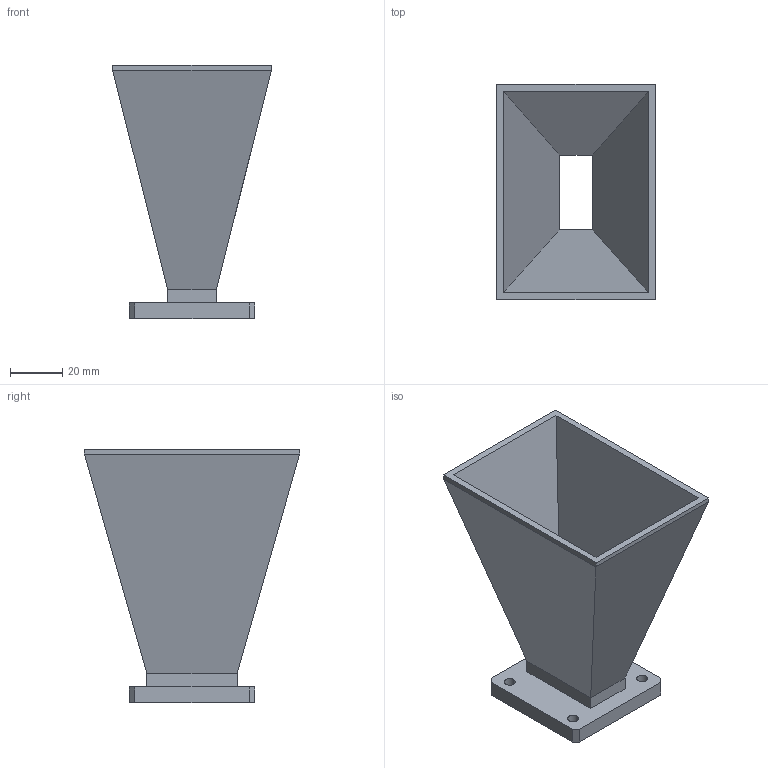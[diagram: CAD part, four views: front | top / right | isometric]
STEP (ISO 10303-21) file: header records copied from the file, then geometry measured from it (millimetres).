
FILE_DESCRIPTION (( 'STEP AP214' ), '1' );
FILE_NAME ('PEWAN112-15.step', '2021-09-15T18:25:22', ( '' ), ( '' ), 'SwSTEP 2.0', 'SolidWorks 2021', '' );
FILE_SCHEMA (( 'AUTOMOTIVE_DESIGN' ));
Length unit declared in the file: millimetre
Products named in the file (1): PEWAN112-15
Bounding box: 60.76 x 82.47 x 96.9 mm (x, y, z)
Volume: 66796.2 mm3; surface area: 39828.6 mm2
Topology: 1 solids, 1 shells, 44 faces, 122 edges, 82 vertices
Faces by surface type: plane 36, cylinder 8
Entity records: 1468 total; most frequent: CARTESIAN_POINT 264, ORIENTED_EDGE 244, DIRECTION 223, EDGE_CURVE 122, LINE 101, VECTOR 101, VERTEX_POINT 82, AXIS2_PLACEMENT_3D 61
